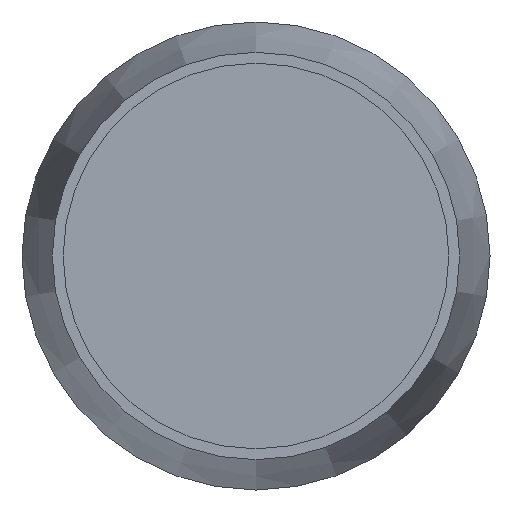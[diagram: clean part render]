
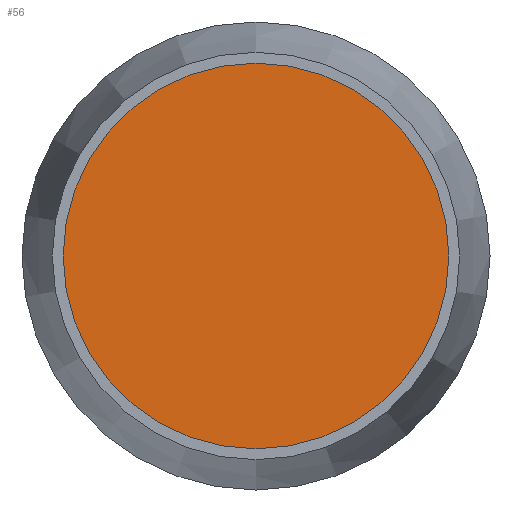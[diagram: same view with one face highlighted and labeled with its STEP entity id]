
A CAD part, front view. The second image highlights one B-rep face of the part: STEP entity #56.
In plain terms, the highlighted planar face has unit normal (0, -1, 0).
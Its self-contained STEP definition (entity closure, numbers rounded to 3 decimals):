
#56 = ADVANCED_FACE( '', ( #116 ), #117, .F. );
#116 = FACE_OUTER_BOUND( '', #169, .T. );
#117 = PLANE( '', #170 );
#169 = EDGE_LOOP( '', ( #236 ) );
#170 = AXIS2_PLACEMENT_3D( '', #237, #238, #239 );
#236 = ORIENTED_EDGE( '', *, *, #250, .F. );
#237 = CARTESIAN_POINT( '', ( 0., 34.812, 0. ) );
#238 = DIRECTION( '', ( 0., 1., 0. ) );
#239 = DIRECTION( '', ( 0., 0., 1. ) );
#250 = EDGE_CURVE( '', #275, #275, #276, .T. );
#275 = VERTEX_POINT( '', #309 );
#276 = CIRCLE( '', #310, 44.5 );
#309 = CARTESIAN_POINT( '', ( 0., 34.812, 44.5 ) );
#310 = AXIS2_PLACEMENT_3D( '', #343, #344, #345 );
#343 = CARTESIAN_POINT( '', ( 0., 34.812, 0. ) );
#344 = DIRECTION( '', ( 0., 1., 0. ) );
#345 = DIRECTION( '', ( 0., 0., 1. ) );
